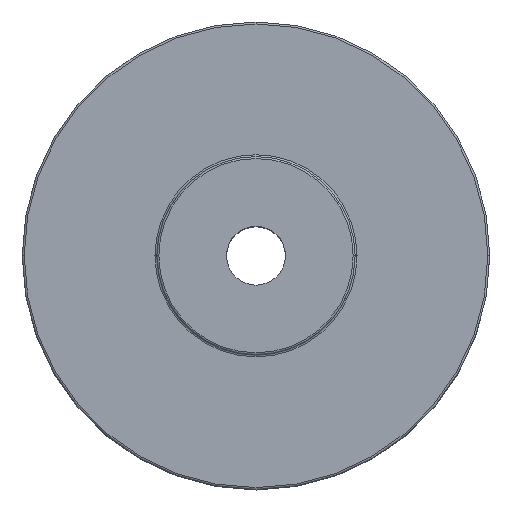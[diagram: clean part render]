
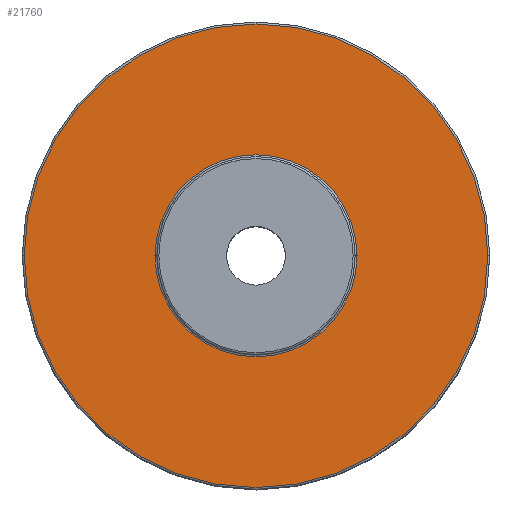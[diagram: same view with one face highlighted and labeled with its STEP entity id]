
A CAD part, top view. The second image highlights one B-rep face of the part: STEP entity #21760.
In plain terms, the highlighted planar face has unit normal (0, 0, 1).
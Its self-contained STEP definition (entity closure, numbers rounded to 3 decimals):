
#14944=CARTESIAN_POINT('',(0.,0.,73.));
#14945=DIRECTION('',(0.,0.,-1.));
#14946=DIRECTION('',(-1.,0.,0.));
#14947=AXIS2_PLACEMENT_3D('',#14944,#14945,#14946);
#14949=CARTESIAN_POINT('',(0.,0.,73.));
#14950=DIRECTION('',(0.,0.,-1.));
#14951=DIRECTION('',(1.,0.,0.));
#14952=AXIS2_PLACEMENT_3D('',#14949,#14950,#14951);
#14954=CARTESIAN_POINT('',(0.,0.,73.));
#14955=DIRECTION('',(0.,0.,1.));
#14956=DIRECTION('',(-1.,0.,0.));
#14957=AXIS2_PLACEMENT_3D('',#14954,#14955,#14956);
#14959=CARTESIAN_POINT('',(0.,0.,73.));
#14960=DIRECTION('',(0.,0.,1.));
#14961=DIRECTION('',(1.,0.,0.));
#14962=AXIS2_PLACEMENT_3D('',#14959,#14960,#14961);
#18402=CARTESIAN_POINT('',(-237.7,0.,73.));
#18403=CARTESIAN_POINT('',(237.7,0.,73.));
#18404=VERTEX_POINT('',#18402);
#18405=VERTEX_POINT('',#18403);
#18406=CARTESIAN_POINT('',(-103.6,0.,73.));
#18407=CARTESIAN_POINT('',(103.6,0.,73.));
#18408=VERTEX_POINT('',#18406);
#18409=VERTEX_POINT('',#18407);
#21745=CARTESIAN_POINT('',(0.,0.,73.));
#21746=DIRECTION('',(0.,0.,1.));
#21747=DIRECTION('',(1.,0.,0.));
#21748=AXIS2_PLACEMENT_3D('',#21745,#21746,#21747);
#21749=PLANE('',#21748);
#21750=ORIENTED_EDGE('',*,*,#21724,.T.);
#21751=ORIENTED_EDGE('',*,*,#21737,.T.);
#21752=EDGE_LOOP('',(#21750,#21751));
#21753=FACE_OUTER_BOUND('',#21752,.F.);
#21755=ORIENTED_EDGE('',*,*,#21754,.T.);
#21757=ORIENTED_EDGE('',*,*,#21756,.T.);
#21758=EDGE_LOOP('',(#21755,#21757));
#21759=FACE_BOUND('',#21758,.F.);
#21760=ADVANCED_FACE('',(#21753,#21759),#21749,.T.);
#14948=CIRCLE('',#14947,237.7);
#14953=CIRCLE('',#14952,237.7);
#14958=CIRCLE('',#14957,103.6);
#14963=CIRCLE('',#14962,103.6);
#21724=EDGE_CURVE('',#18404,#18405,#14948,.T.);
#21737=EDGE_CURVE('',#18405,#18404,#14953,.T.);
#21754=EDGE_CURVE('',#18408,#18409,#14958,.T.);
#21756=EDGE_CURVE('',#18409,#18408,#14963,.T.);
